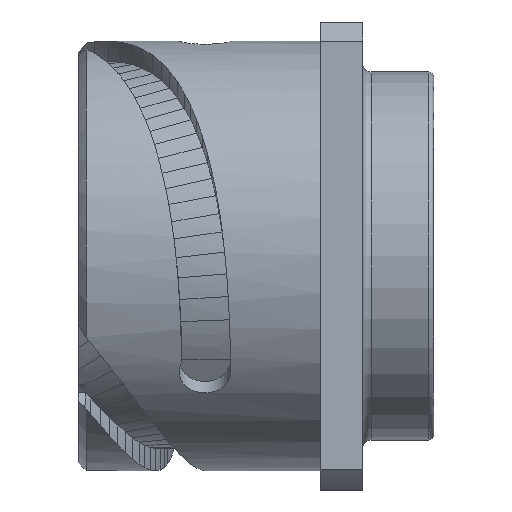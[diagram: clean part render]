
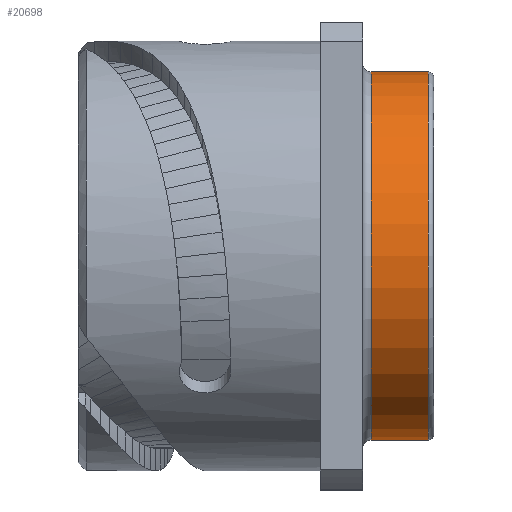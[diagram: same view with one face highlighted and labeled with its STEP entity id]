
A CAD part, top view. The second image highlights one B-rep face of the part: STEP entity #20698.
In plain terms, the highlighted cylindrical face has radius 17.51 mm (diameter 35.02 mm), a partial arc.
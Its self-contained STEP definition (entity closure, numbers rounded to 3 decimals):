
#5249=CARTESIAN_POINT('',(33.29,0.,0.));
#5250=DIRECTION('',(-1.,0.,0.));
#5251=DIRECTION('',(0.,-1.,0.));
#5252=AXIS2_PLACEMENT_3D('',#5249,#5250,#5251);
#5254=CARTESIAN_POINT('',(27.84,0.,0.));
#5255=DIRECTION('',(1.,0.,0.));
#5256=DIRECTION('',(0.,1.,0.));
#5257=AXIS2_PLACEMENT_3D('',#5254,#5255,#5256);
#5274=DIRECTION('',(-1.,0.,0.));
#5275=VECTOR('',#5274,5.45);
#5276=CARTESIAN_POINT('',(33.29,17.51,0.));
#5277=LINE('1554',#5276,#5275);
#5283=DIRECTION('',(-1.,0.,0.));
#5284=VECTOR('',#5283,5.45);
#5285=CARTESIAN_POINT('',(33.29,-17.51,0.));
#5286=LINE('1555',#5285,#5284);
#8724=CARTESIAN_POINT('',(27.84,-17.51,0.));
#8725=CARTESIAN_POINT('',(27.84,17.51,0.));
#8726=VERTEX_POINT('',#8724);
#8727=VERTEX_POINT('',#8725);
#8728=CARTESIAN_POINT('',(33.29,17.51,0.));
#8729=CARTESIAN_POINT('',(33.29,-17.51,0.));
#8730=VERTEX_POINT('',#8728);
#8731=VERTEX_POINT('',#8729);
#20684=CARTESIAN_POINT('',(-1.69,0.,0.));
#20685=DIRECTION('',(1.,0.,0.));
#20686=DIRECTION('',(0.,-1.,0.));
#20687=AXIS2_PLACEMENT_3D('',#20684,#20685,#20686);
#20688=CYLINDRICAL_SURFACE('247',#20687,17.51);
#20690=ORIENTED_EDGE('1552',*,*,#20689,.F.);
#20692=ORIENTED_EDGE('1555',*,*,#20691,.T.);
#20693=ORIENTED_EDGE('1547',*,*,#20671,.F.);
#20695=ORIENTED_EDGE('1554',*,*,#20694,.F.);
#20696=EDGE_LOOP('247',(#20690,#20692,#20693,#20695));
#20697=FACE_OUTER_BOUND('247',#20696,.F.);
#5253=CIRCLE('1552',#5252,17.51);
#5258=CIRCLE('1547',#5257,17.51);
#20671=EDGE_CURVE('1547',#8727,#8726,#5258,.T.);
#20689=EDGE_CURVE('1552',#8731,#8730,#5253,.T.);
#20691=EDGE_CURVE('1555',#8731,#8726,#5286,.T.);
#20694=EDGE_CURVE('1554',#8730,#8727,#5277,.T.);
#20698=ADVANCED_FACE('247',(#20697),#20688,.T.);
